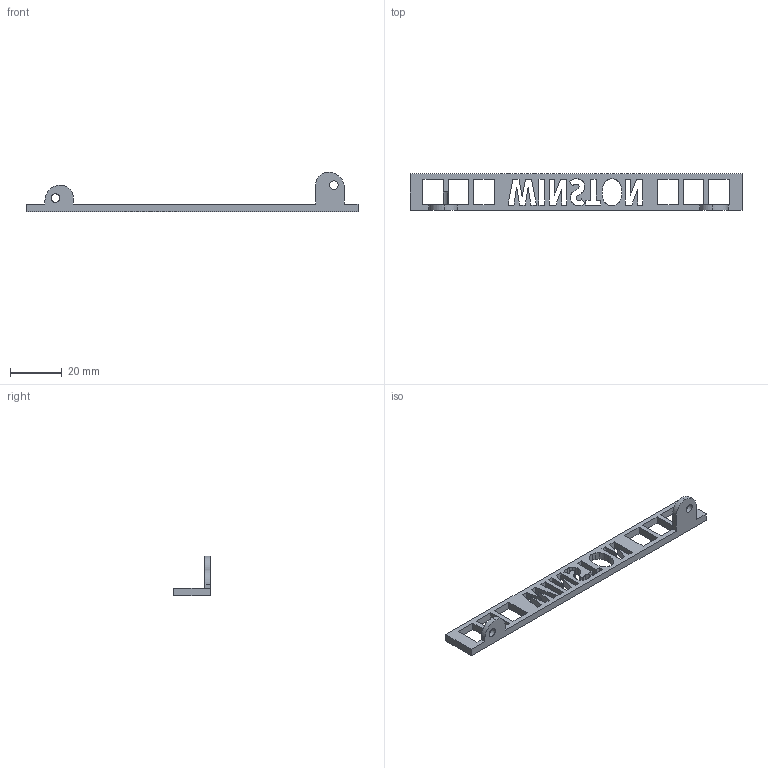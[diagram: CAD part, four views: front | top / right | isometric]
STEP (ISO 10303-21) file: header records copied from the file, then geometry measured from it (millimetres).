
FILE_DESCRIPTION(/* description */ (''),/* implementation_level */ '2;1');
FILE_NAME(/* name */ 'Supermicro SSD Front v1.stp',/* time_stamp */ '2022-09-22T11:56:36+02:00',/* author */ (''),/* organization */ (''),/* preprocessor_version */ 'ST-DEVELOPER v19',/* originating_system */ 'Autodesk Translation Framework v11.7.0.108',/* authorisation */ '');
FILE_SCHEMA (('AUTOMOTIVE_DESIGN { 1 0 10303 214 3 1 1 }'));
Length unit declared in the file: millimetre
Products named in the file (1): Supermicro SSD Front
Bounding box: 128 x 14 x 15.3 mm (x, y, z)
Volume: 3341.9 mm3; surface area: 4850.6 mm2
Topology: 1 solids, 1 shells, 142 faces, 432 edges, 288 vertices
Faces by surface type: plane 87, bspline 48, cylinder 7
Full cylindrical faces by diameter (mm): 3.3 x2
Entity records: 5416 total; most frequent: CARTESIAN_POINT 1772, ORIENTED_EDGE 864, DIRECTION 540, EDGE_CURVE 432, LINE 322, VECTOR 322, VERTEX_POINT 288, EDGE_LOOP 168
